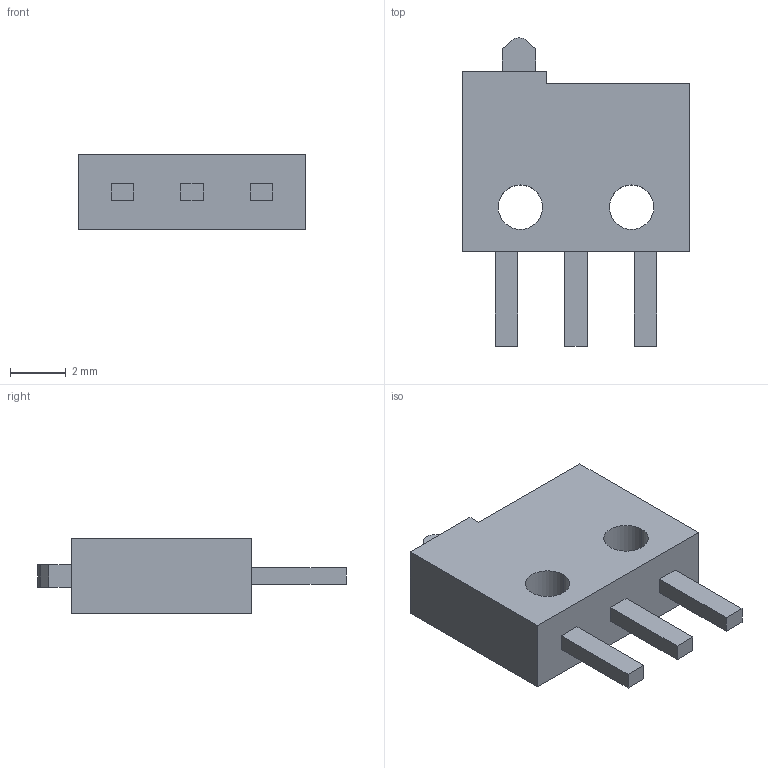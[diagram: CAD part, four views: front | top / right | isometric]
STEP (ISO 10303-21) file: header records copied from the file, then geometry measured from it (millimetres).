
FILE_DESCRIPTION (( 'STEP AP203' ), '1' );
FILE_NAME ('D2MQ_1.step', '2013-07-18T11:11:34', ( 'OSMC1.0 TAKUMI' ), ( 'TAKUMI-Engniaring' ), 'SwSTEP 2.0', 'SolidWorks 2002025', '' );
FILE_SCHEMA (( 'CONFIG_CONTROL_DESIGN' ));
Length unit declared in the file: millimetre
Products named in the file (3): D2MQ_1; D2MQ_1_BASE; D2MQ_1_ACTUATOR
Assembly tree (2 placements, depth 2):
  D2MQ_1
    D2MQ_1_ACTUATOR
    D2MQ_1_BASE
Bounding box: 8.2 x 11.1 x 2.7 mm (x, y, z)
Volume: 132.3 mm3; surface area: 246.1 mm2
Topology: 2 solids, 2 shells, 40 faces, 96 edges, 64 vertices
Faces by surface type: plane 35, cylinder 5
Entity records: 1463 total; most frequent: CARTESIAN_POINT 205, DIRECTION 196, ORIENTED_EDGE 192, EDGE_CURVE 96, LINE 86, VECTOR 86, VERTEX_POINT 64, AXIS2_PLACEMENT_3D 55
